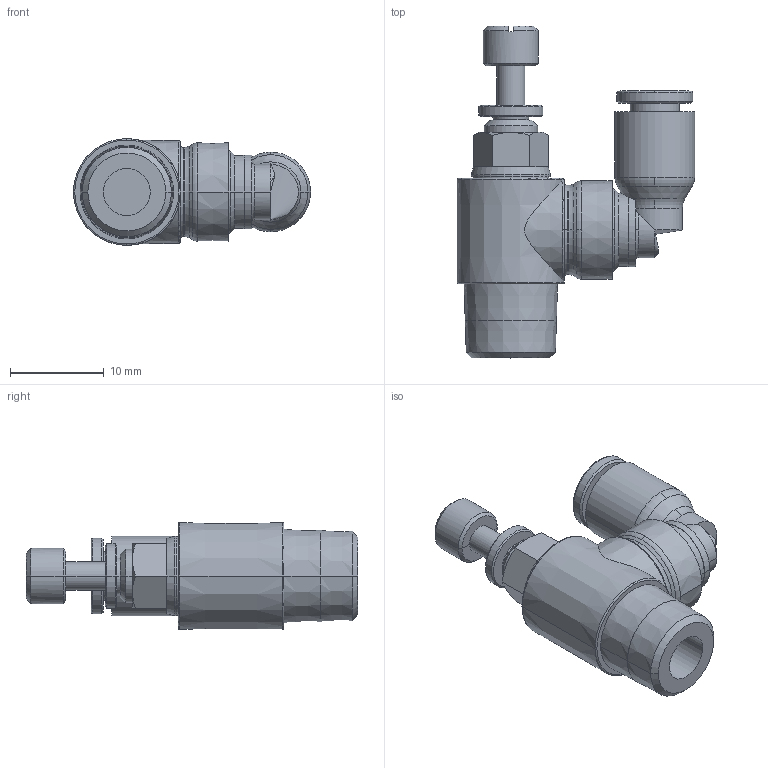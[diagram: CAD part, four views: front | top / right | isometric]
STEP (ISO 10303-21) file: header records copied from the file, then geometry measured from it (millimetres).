
FILE_DESCRIPTION(('STEP AP214'),'1');
FILE_NAME('7645_04_10.stp','2016-07-07T14:20:26',('TraceParts'),('TraceParts S.A.'),'Spatial InterOp 3D',' ',' ');
FILE_SCHEMA(('automotive_design'));
Length unit declared in the file: millimetre
Products named in the file (1): 1
Bounding box: 25.3 x 35.4 x 11.39 mm (x, y, z)
Volume: 3313.3 mm3; surface area: 2170.4 mm2
Topology: 1 solids, 1 shells, 146 faces, 356 edges, 226 vertices
Faces by surface type: cone 58, cylinder 30, plane 30, torus 28
Entity records: 4801 total; most frequent: CARTESIAN_POINT 1271, DIRECTION 813, ORIENTED_EDGE 710, AXIS2_PLACEMENT_3D 359, EDGE_CURVE 355, VERTEX_POINT 226, CIRCLE 212, EDGE_LOOP 161
